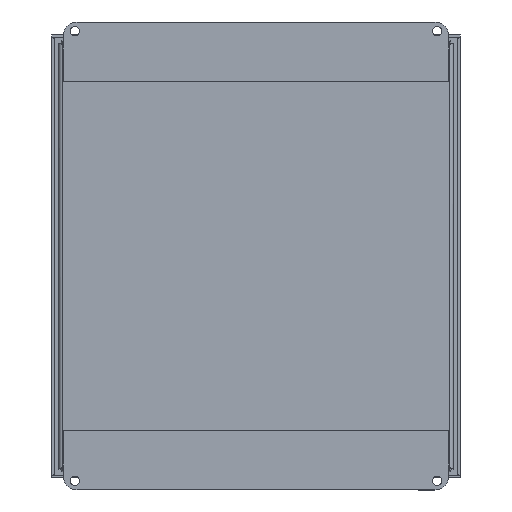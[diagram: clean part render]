
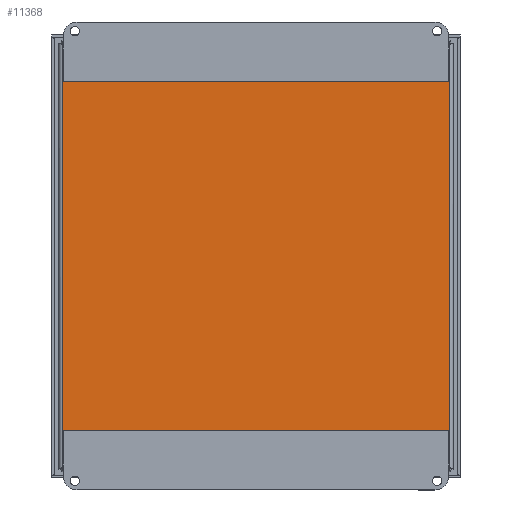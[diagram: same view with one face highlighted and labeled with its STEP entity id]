
A CAD part, top view. The second image highlights one B-rep face of the part: STEP entity #11368.
In plain terms, the highlighted face is planar.
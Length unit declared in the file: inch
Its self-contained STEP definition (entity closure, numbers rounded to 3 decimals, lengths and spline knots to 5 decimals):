
#1319=FACE_OUTER_BOUND('',#1980,.T.);
#1980=EDGE_LOOP('',(#9494,#9495,#9496,#9497));
#3091=LINE('',#18696,#4222);
#3097=LINE('',#18777,#4228);
#3101=LINE('',#18854,#4232);
#3106=LINE('',#18932,#4237);
#4222=VECTOR('',#14727,11.5395);
#4228=VECTOR('',#14741,10.5395);
#4232=VECTOR('',#14751,11.5395);
#4237=VECTOR('',#14764,10.5395);
#5216=VERTEX_POINT('',#18687);
#5217=VERTEX_POINT('',#18695);
#5220=VERTEX_POINT('',#18769);
#5222=VERTEX_POINT('',#18846);
#6650=EDGE_CURVE('',#5217,#5216,#3091,.T.);
#6660=EDGE_CURVE('',#5216,#5220,#3097,.T.);
#6668=EDGE_CURVE('',#5220,#5222,#3101,.T.);
#6677=EDGE_CURVE('',#5222,#5217,#3106,.T.);
#9494=ORIENTED_EDGE('',*,*,#6650,.T.);
#9495=ORIENTED_EDGE('',*,*,#6660,.T.);
#9496=ORIENTED_EDGE('',*,*,#6668,.T.);
#9497=ORIENTED_EDGE('',*,*,#6677,.T.);
#10362=PLANE('',#12180);
#11368=ADVANCED_FACE('',(#1319),#10362,.F.);
#12180=AXIS2_PLACEMENT_3D('',#18998,#14771,#14772);
#14727=DIRECTION('',(0.,-1.,0.));
#14741=DIRECTION('',(-1.,0.,0.));
#14751=DIRECTION('',(0.,1.,0.));
#14764=DIRECTION('',(1.,0.,0.));
#14771=DIRECTION('center_axis',(0.,0.,1.));
#14772=DIRECTION('ref_axis',(1.,0.,0.));
#18687=CARTESIAN_POINT('',(10.64475,0.10525,0.));
#18695=CARTESIAN_POINT('',(10.64475,11.64475,0.));
#18696=CARTESIAN_POINT('',(10.64475,8.75988,0.));
#18769=CARTESIAN_POINT('',(0.10525,0.10525,0.));
#18777=CARTESIAN_POINT('',(8.00988,0.10525,0.));
#18846=CARTESIAN_POINT('',(0.10525,11.64475,0.));
#18854=CARTESIAN_POINT('',(0.10525,2.99013,0.));
#18932=CARTESIAN_POINT('',(2.74013,11.64475,0.));
#18998=CARTESIAN_POINT('Origin',(5.375,5.875,0.));
